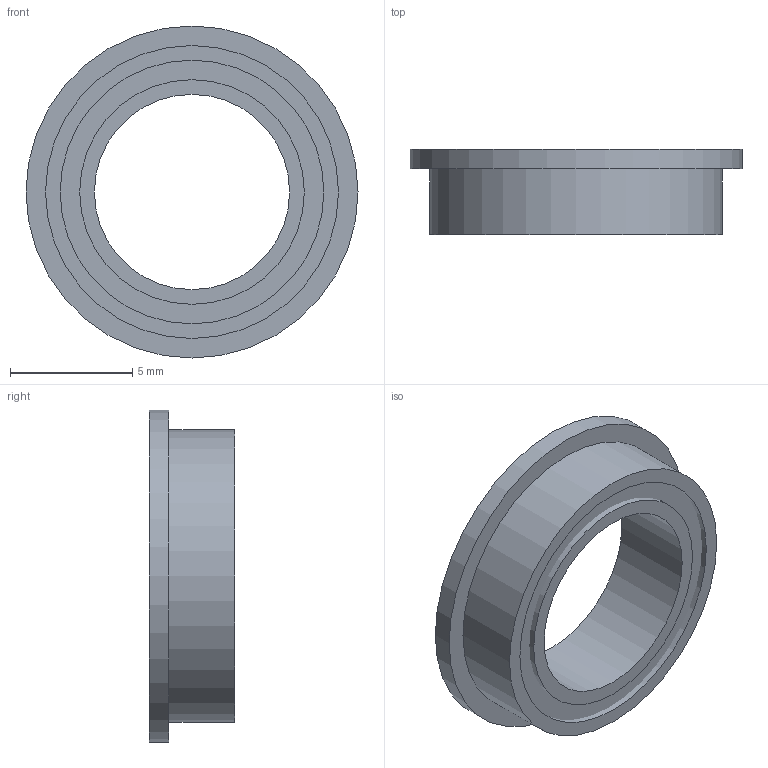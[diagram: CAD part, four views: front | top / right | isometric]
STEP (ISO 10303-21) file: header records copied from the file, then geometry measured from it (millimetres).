
FILE_DESCRIPTION(('FreeCAD Model'),'2;1');
FILE_NAME('Open CASCADE Shape Model','2023-09-23T12:05:14',(''),(''), 'Open CASCADE STEP processor 7.7','FreeCAD','Unknown');
FILE_SCHEMA(('AUTOMOTIVE_DESIGN { 1 0 10303 214 1 1 1 1 }'));
Length unit declared in the file: millimetre
Products named in the file (3): MF128; CoreMF128; SleeveMF128
Assembly tree (2 placements, depth 2):
  MF128
    CoreMF128
    SleeveMF128
Bounding box: 13.6 x 3.5 x 13.6 mm (x, y, z)
Volume: 251.9 mm3; surface area: 834.9 mm2
Topology: 3 solids, 3 shells, 14 faces, 21 edges, 14 vertices
Faces by surface type: cylinder 7, plane 7
Full cylindrical faces by diameter (mm): 8 x1, 9 x1, 9.2 x1, 10.8 x1, 11 x1, 12 x1, 13.6 x1
Entity records: 405 total; most frequent: DIRECTION 69, CARTESIAN_POINT 52, ORIENTED_EDGE 42, AXIS2_PLACEMENT_3D 31, FACE_BOUND 21, EDGE_LOOP 21, EDGE_CURVE 21, ADVANCED_FACE 14
